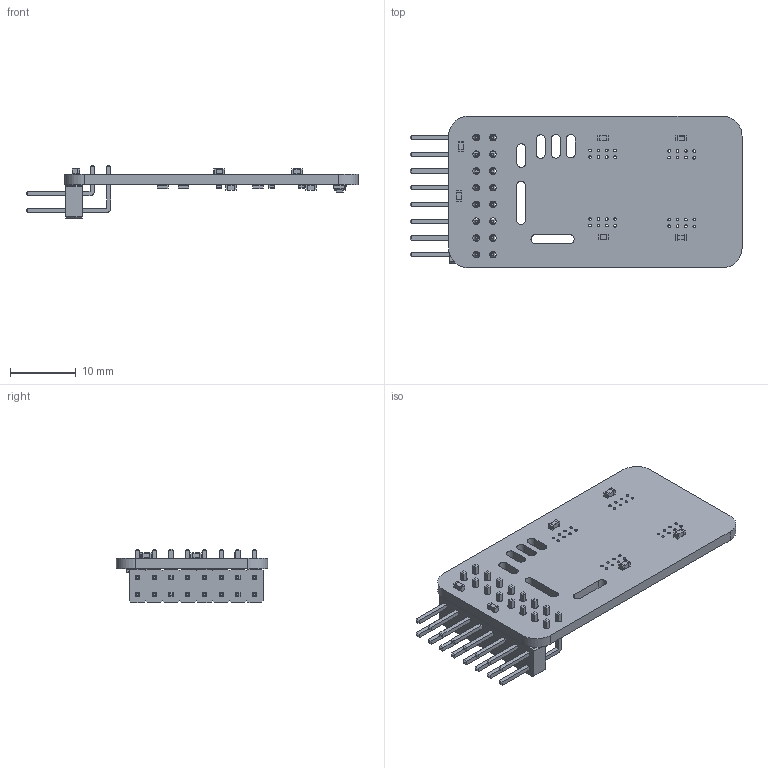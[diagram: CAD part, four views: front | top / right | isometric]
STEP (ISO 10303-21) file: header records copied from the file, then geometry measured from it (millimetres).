
FILE_DESCRIPTION(('KiCad electronic assembly'),'2;1');
FILE_NAME('DEMO_HEATER_daughter.step','2020-06-25T16:37:41',('An Author' ),('A Company'),'Open CASCADE STEP processor 6.9', 'KiCad to STEP converter','Unknown');
FILE_SCHEMA(('AUTOMOTIVE_DESIGN { 1 0 10303 214 1 1 1 1 }'));
Length unit declared in the file: millimetre
Products named in the file (12): Open CASCADE STEP translator 6.9 1; PinHeader_2x08_P2.54mm_Horizontal; SOLID; R_0603_1608Metric; C_0603_1608Metric; SOT-353_SC-70-5; R_1206_3216Metric; COMPOUND
Assembly tree (24 placements, depth 3):
  Open CASCADE STEP translator 6.9 1
    PinHeader_2x08_P2.54mm_Horizontal
      SOLID
    R_0603_1608Metric  x3
      SOLID
    C_0603_1608Metric  x9
      SOLID
    SOT-353_SC-70-5
      SOLID
    R_1206_3216Metric  x4
      SOLID
    COMPOUND
Bounding box: 50.39 x 23.01 x 8.08 mm (x, y, z)
Volume: 1918.3 mm3; surface area: 3441.9 mm2
Topology: 19 solids, 19 shells, 1008 faces, 2550 edges, 1630 vertices
Faces by surface type: plane 715, cylinder 264, bspline 29
Full cylindrical faces by diameter (mm): 0.4 x32, 1 x16
Entity records: 44927 total; most frequent: CARTESIAN_POINT 7069, DIRECTION 6323, LINE 4303, VECTOR 4303, ORIENTED_EDGE 3268, PCURVE 3268, DEFINITIONAL_REPRESENTATION 3268, EDGE_CURVE 1634
